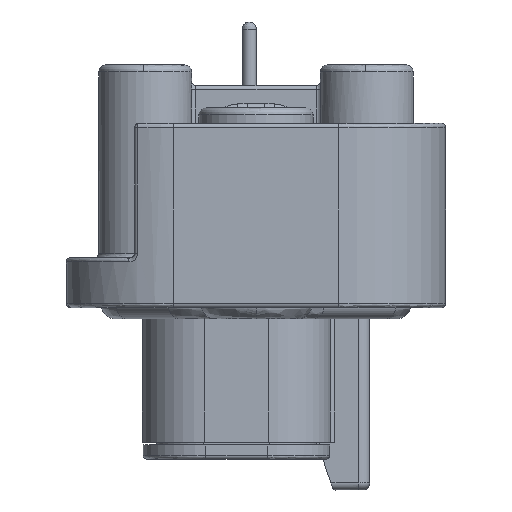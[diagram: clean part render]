
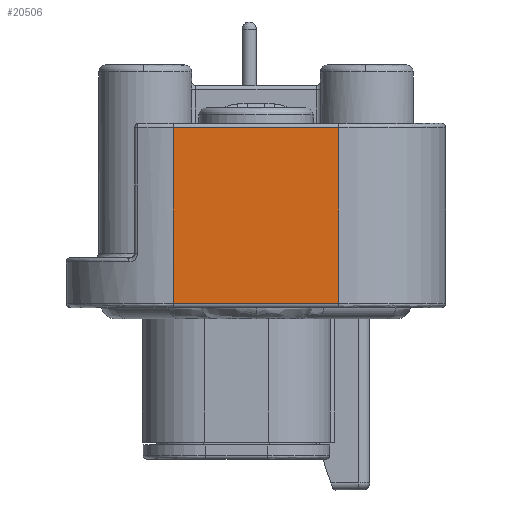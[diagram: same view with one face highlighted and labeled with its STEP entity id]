
A CAD part, front view. The second image highlights one B-rep face of the part: STEP entity #20506.
In plain terms, the highlighted planar face has unit normal (0, -1, 0).
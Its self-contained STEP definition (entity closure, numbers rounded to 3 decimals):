
#1215 = FACE_OUTER_BOUND ( 'NONE', #11081, .T. ) ;
#1872 = CARTESIAN_POINT ( 'NONE',  ( 7.25, -20.508, 22.35 ) ) ;
#2043 = EDGE_CURVE ( 'NONE', #15084, #16002, #22202, .T. ) ;
#2515 = EDGE_CURVE ( 'NONE', #15084, #16317, #8253, .T. ) ;
#3291 = CARTESIAN_POINT ( 'NONE',  ( -4.5, -20.508, 9.85 ) ) ;
#3873 = ORIENTED_EDGE ( 'NONE', *, *, #16949, .F. ) ;
#4155 = DIRECTION ( 'NONE',  ( 0., 0., -1. ) ) ;
#4755 = ORIENTED_EDGE ( 'NONE', *, *, #2043, .F. ) ;
#6118 = VECTOR ( 'NONE', #16275, 1000. ) ;
#6454 = ORIENTED_EDGE ( 'NONE', *, *, #2515, .T. ) ;
#7911 = LINE ( 'NONE', #8143, #24337 ) ;
#8143 = CARTESIAN_POINT ( 'NONE',  ( 7.25, -20.508, 56.739 ) ) ;
#8253 = LINE ( 'NONE', #9135, #13670 ) ;
#9011 = DIRECTION ( 'NONE',  ( 1., 0., 0. ) ) ;
#9135 = CARTESIAN_POINT ( 'NONE',  ( -4.5, -20.509, 22.65 ) ) ;
#9572 = CARTESIAN_POINT ( 'NONE',  ( -12.1, -20.509, 22.65 ) ) ;
#11081 = EDGE_LOOP ( 'NONE', ( #6454, #21639, #3873, #4755 ) ) ;
#11627 = VECTOR ( 'NONE', #9011, 1000. ) ;
#12229 = DIRECTION ( 'NONE',  ( 0., -1., 0. ) ) ;
#13670 = VECTOR ( 'NONE', #16961, 1000. ) ;
#15084 = VERTEX_POINT ( 'NONE', #19128 ) ;
#15440 = LINE ( 'NONE', #25184, #11627 ) ;
#16002 = VERTEX_POINT ( 'NONE', #1872 ) ;
#16275 = DIRECTION ( 'NONE',  ( 1., 0., 0. ) ) ;
#16317 = VERTEX_POINT ( 'NONE', #3291 ) ;
#16949 = EDGE_CURVE ( 'NONE', #16002, #21448, #7911, .T. ) ;
#16961 = DIRECTION ( 'NONE',  ( 0., 0., -1. ) ) ;
#17810 = CARTESIAN_POINT ( 'NONE',  ( 7.25, -20.508, 9.85 ) ) ;
#19128 = CARTESIAN_POINT ( 'NONE',  ( -4.5, -20.508, 22.35 ) ) ;
#20047 = CARTESIAN_POINT ( 'NONE',  ( -4.588, -20.509, 22.35 ) ) ;
#20506 = ADVANCED_FACE ( 'NONE', ( #1215 ), #25630, .T. ) ;
#21448 = VERTEX_POINT ( 'NONE', #17810 ) ;
#21639 = ORIENTED_EDGE ( 'NONE', *, *, #21649, .T. ) ;
#21649 = EDGE_CURVE ( 'NONE', #16317, #21448, #15440, .T. ) ;
#22202 = LINE ( 'NONE', #20047, #6118 ) ;
#23712 = DIRECTION ( 'NONE',  ( 0., 0., -1. ) ) ;
#24337 = VECTOR ( 'NONE', #4155, 1000. ) ;
#25184 = CARTESIAN_POINT ( 'NONE',  ( -12.1, -20.509, 9.85 ) ) ;
#25630 = PLANE ( 'NONE',  #25998 ) ;
#25998 = AXIS2_PLACEMENT_3D ( 'NONE', #9572, #12229, #23712 ) ;
